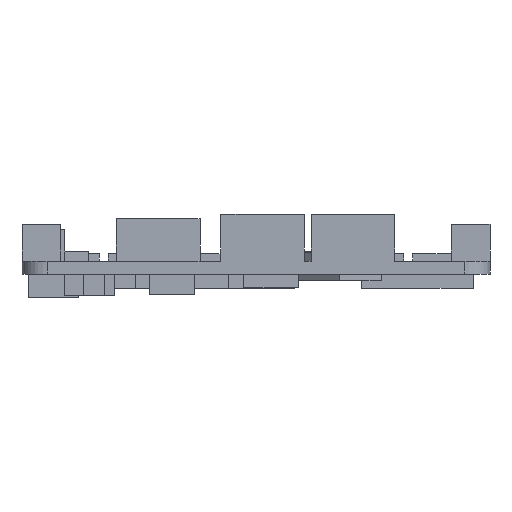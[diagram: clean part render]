
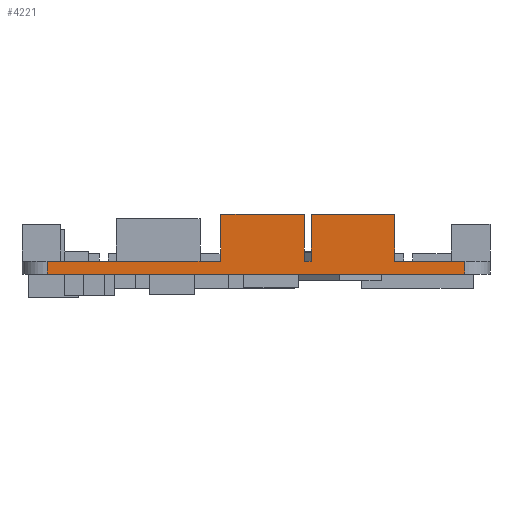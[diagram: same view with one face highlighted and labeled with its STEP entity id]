
A CAD part, front view. The second image highlights one B-rep face of the part: STEP entity #4221.
In plain terms, the highlighted planar face has unit normal (0, -1, 0).
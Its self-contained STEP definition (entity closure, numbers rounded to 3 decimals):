
#523=FACE_OUTER_BOUND('',#802,.T.);
#802=EDGE_LOOP('',(#3700,#3701,#3702,#3703,#3704,#3705,#3706,#3707,#3708,
#3709,#3710,#3711,#3712,#3713));
#1179=LINE('',#6319,#1632);
#1181=LINE('',#6324,#1634);
#1183=LINE('',#6327,#1636);
#1190=LINE('',#6342,#1643);
#1192=LINE('',#6347,#1645);
#1194=LINE('',#6350,#1647);
#1202=LINE('',#6368,#1655);
#1218=LINE('',#6401,#1671);
#1235=LINE('',#6441,#1688);
#1236=LINE('',#6442,#1689);
#1237=LINE('',#6443,#1690);
#1320=LINE('',#6821,#1773);
#1321=LINE('',#6824,#1774);
#1322=LINE('',#6825,#1775);
#1632=VECTOR('',#5130,10.);
#1634=VECTOR('',#5134,10.);
#1636=VECTOR('',#5138,10.);
#1643=VECTOR('',#5149,10.);
#1645=VECTOR('',#5153,10.);
#1647=VECTOR('',#5157,10.);
#1655=VECTOR('',#5171,10.);
#1671=VECTOR('',#5201,10.);
#1688=VECTOR('',#5226,10.);
#1689=VECTOR('',#5227,10.);
#1690=VECTOR('',#5228,10.);
#1773=VECTOR('',#5659,10.);
#1774=VECTOR('',#5662,10.);
#1775=VECTOR('',#5663,10.);
#1983=VERTEX_POINT('',#6315);
#1984=VERTEX_POINT('',#6317);
#1985=VERTEX_POINT('',#6321);
#1986=VERTEX_POINT('',#6323);
#1991=VERTEX_POINT('',#6338);
#1992=VERTEX_POINT('',#6340);
#1993=VERTEX_POINT('',#6344);
#1994=VERTEX_POINT('',#6346);
#1999=VERTEX_POINT('',#6361);
#2001=VERTEX_POINT('',#6367);
#2011=VERTEX_POINT('',#6400);
#2030=VERTEX_POINT('',#6439);
#2151=VERTEX_POINT('',#6819);
#2152=VERTEX_POINT('',#6823);
#2461=EDGE_CURVE('',#1983,#1984,#1179,.T.);
#2463=EDGE_CURVE('',#1985,#1986,#1181,.T.);
#2465=EDGE_CURVE('',#1986,#1984,#1183,.T.);
#2472=EDGE_CURVE('',#1991,#1992,#1190,.T.);
#2474=EDGE_CURVE('',#1993,#1994,#1192,.T.);
#2476=EDGE_CURVE('',#1994,#1992,#1194,.T.);
#2484=EDGE_CURVE('',#2001,#1999,#1202,.T.);
#2500=EDGE_CURVE('',#1983,#2011,#1218,.T.);
#2521=EDGE_CURVE('',#2030,#2001,#1235,.T.);
#2522=EDGE_CURVE('',#1999,#1993,#1236,.T.);
#2523=EDGE_CURVE('',#1991,#1985,#1237,.T.);
#2712=EDGE_CURVE('',#2151,#2011,#1320,.T.);
#2713=EDGE_CURVE('',#2151,#2152,#1321,.T.);
#2714=EDGE_CURVE('',#2152,#2030,#1322,.T.);
#3700=ORIENTED_EDGE('',*,*,#2713,.F.);
#3701=ORIENTED_EDGE('',*,*,#2712,.T.);
#3702=ORIENTED_EDGE('',*,*,#2500,.F.);
#3703=ORIENTED_EDGE('',*,*,#2461,.T.);
#3704=ORIENTED_EDGE('',*,*,#2465,.F.);
#3705=ORIENTED_EDGE('',*,*,#2463,.F.);
#3706=ORIENTED_EDGE('',*,*,#2523,.F.);
#3707=ORIENTED_EDGE('',*,*,#2472,.T.);
#3708=ORIENTED_EDGE('',*,*,#2476,.F.);
#3709=ORIENTED_EDGE('',*,*,#2474,.F.);
#3710=ORIENTED_EDGE('',*,*,#2522,.F.);
#3711=ORIENTED_EDGE('',*,*,#2484,.F.);
#3712=ORIENTED_EDGE('',*,*,#2521,.F.);
#3713=ORIENTED_EDGE('',*,*,#2714,.F.);
#4007=PLANE('',#4561);
#4221=ADVANCED_FACE('',(#523),#4007,.T.);
#4561=AXIS2_PLACEMENT_3D('',#6822,#5660,#5661);
#5130=DIRECTION('',(0.,0.,1.));
#5134=DIRECTION('',(0.,0.,1.));
#5138=DIRECTION('',(1.,0.,0.));
#5149=DIRECTION('',(0.,0.,1.));
#5153=DIRECTION('',(0.,0.,1.));
#5157=DIRECTION('',(1.,0.,0.));
#5171=DIRECTION('',(1.,0.,0.));
#5201=DIRECTION('',(1.,0.,0.));
#5226=DIRECTION('',(1.,0.,0.));
#5227=DIRECTION('',(1.,0.,0.));
#5228=DIRECTION('',(1.,0.,0.));
#5659=DIRECTION('',(0.,0.,1.));
#5660=DIRECTION('center_axis',(0.,-1.,0.));
#5661=DIRECTION('ref_axis',(1.,0.,0.));
#5662=DIRECTION('',(-1.,0.,0.));
#5663=DIRECTION('',(0.,0.,1.));
#6315=CARTESIAN_POINT('',(16.6,-28.,1.55));
#6317=CARTESIAN_POINT('',(16.6,-28.,7.15));
#6319=CARTESIAN_POINT('',(16.6,-28.,1.55));
#6321=CARTESIAN_POINT('',(6.6,-28.,1.55));
#6323=CARTESIAN_POINT('',(6.6,-28.,7.15));
#6324=CARTESIAN_POINT('',(6.6,-28.,1.55));
#6327=CARTESIAN_POINT('',(6.6,-28.,7.15));
#6338=CARTESIAN_POINT('',(5.8,-28.,1.55));
#6340=CARTESIAN_POINT('',(5.8,-28.,7.15));
#6342=CARTESIAN_POINT('',(5.8,-28.,1.55));
#6344=CARTESIAN_POINT('',(-4.2,-28.,1.55));
#6346=CARTESIAN_POINT('',(-4.2,-28.,7.15));
#6347=CARTESIAN_POINT('',(-4.2,-28.,1.55));
#6350=CARTESIAN_POINT('',(-4.2,-28.,7.15));
#6361=CARTESIAN_POINT('',(-6.7,-28.,1.55));
#6367=CARTESIAN_POINT('',(-16.7,-28.,1.55));
#6368=CARTESIAN_POINT('',(25.,-28.,1.55));
#6400=CARTESIAN_POINT('',(25.,-28.,1.55));
#6401=CARTESIAN_POINT('',(25.,-28.,1.55));
#6439=CARTESIAN_POINT('',(-25.,-28.,1.55));
#6441=CARTESIAN_POINT('',(25.,-28.,1.55));
#6442=CARTESIAN_POINT('',(25.,-28.,1.55));
#6443=CARTESIAN_POINT('',(25.,-28.,1.55));
#6819=CARTESIAN_POINT('',(25.,-28.,0.));
#6821=CARTESIAN_POINT('',(25.,-28.,0.));
#6822=CARTESIAN_POINT('Origin',(-25.,-28.,0.));
#6823=CARTESIAN_POINT('',(-25.,-28.,0.));
#6824=CARTESIAN_POINT('',(25.,-28.,0.));
#6825=CARTESIAN_POINT('',(-25.,-28.,0.));
